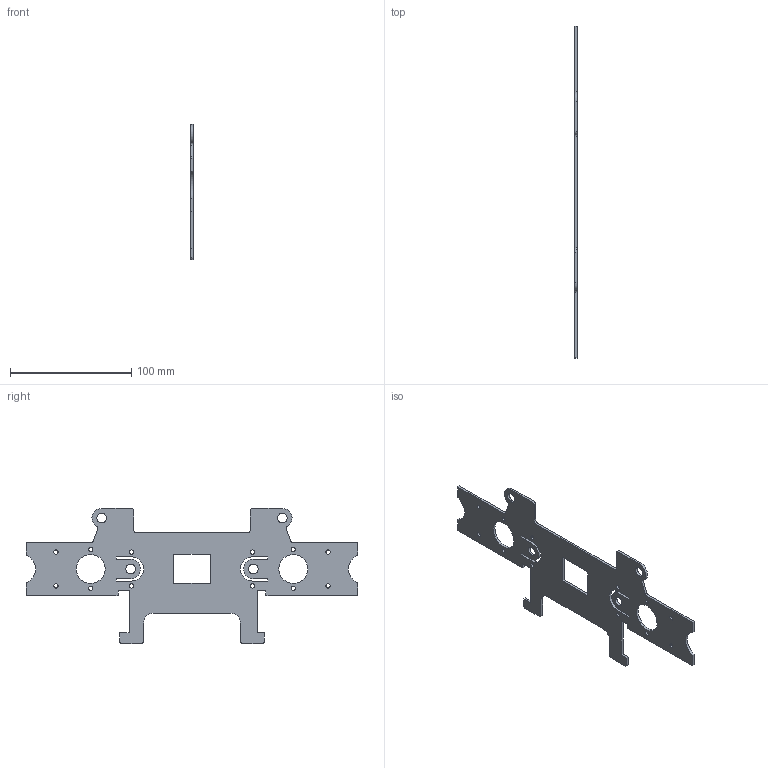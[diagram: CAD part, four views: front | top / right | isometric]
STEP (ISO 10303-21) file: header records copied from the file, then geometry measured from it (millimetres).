
FILE_DESCRIPTION (( 'STEP AP214' ), '1' );
FILE_NAME ('Tutorial 5_Flat.STEP', '2025-05-31T18:54:56', ( '' ), ( '' ), 'SwSTEP 2.0', 'SolidWorks 2024', '' );
FILE_SCHEMA (( 'AUTOMOTIVE_DESIGN' ));
Length unit declared in the file: millimetre
Products named in the file (1): Tutorial 5_Flat
Bounding box: 2 x 274.27 x 111.61 mm (x, y, z)
Volume: 28998.6 mm3; surface area: 32229.2 mm2
Topology: 1 solids, 1 shells, 106 faces, 312 edges, 208 vertices
Faces by surface type: cylinder 58, plane 48
Entity records: 3679 total; most frequent: DIRECTION 642, CARTESIAN_POINT 627, ORIENTED_EDGE 624, EDGE_CURVE 312, AXIS2_PLACEMENT_3D 223, VERTEX_POINT 208, VECTOR 196, LINE 196
